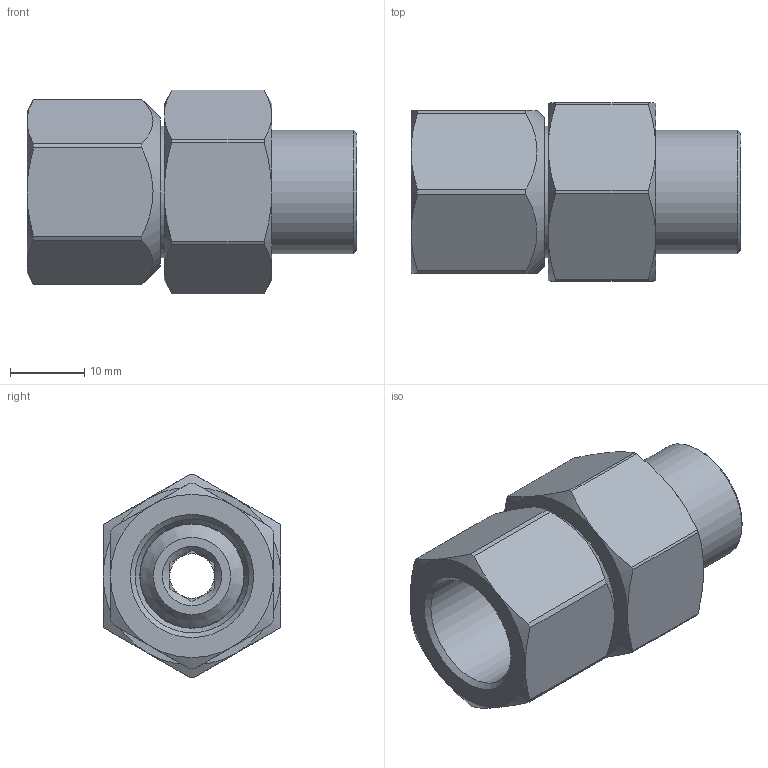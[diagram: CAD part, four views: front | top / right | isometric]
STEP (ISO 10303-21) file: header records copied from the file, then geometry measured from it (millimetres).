
FILE_DESCRIPTION(/* description */ ('Unknown'),/* implementation_level */ '2;1');
FILE_NAME(/* name */ '200300010-Drehgelenk',/* time_stamp */ '2020-10-09T08:17:05+02:00',/* author */ ('Unknown'),/* organization */ ('Unknown'),/* preprocessor_version */ 'ST-DEVELOPER v16.7',/* originating_system */ 'Solid Edge',/* authorisation */ 'Unknown');
FILE_SCHEMA (('AUTOMOTIVE_DESIGN {1 0 10303 214 3 1 1}'));
Length unit declared in the file: millimetre
Products named in the file (1): Part3
Bounding box: 44.5 x 24 x 27.5 mm (x, y, z)
Volume: 13089.8 mm3; surface area: 7877.1 mm2
Topology: 1 solids, 1 shells, 92 faces, 206 edges, 128 vertices
Faces by surface type: plane 38, cone 28, cylinder 25, torus 1
Full cylindrical faces by diameter (mm): 6 x1, 6.5 x1, 10 x1, 10.08 x1, 11.1 x1, 14 x2, 14.08 x1, 14.3 x1, 15.33 x1, 16.66 x1, 17.8 x1, 18 x1
Entity records: 3107 total; most frequent: CARTESIAN_POINT 567, DIRECTION 394, ORIENTED_EDGE 346, AXIS2_PLACEMENT_3D 176, EDGE_CURVE 173, EDGE_LOOP 130, FACE_BOUND 130, VERTEX_POINT 119
